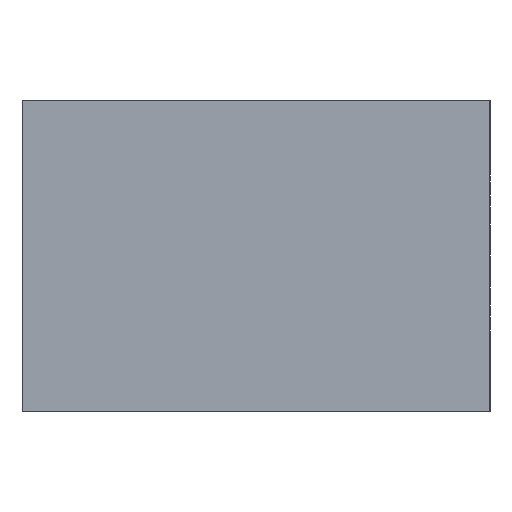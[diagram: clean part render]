
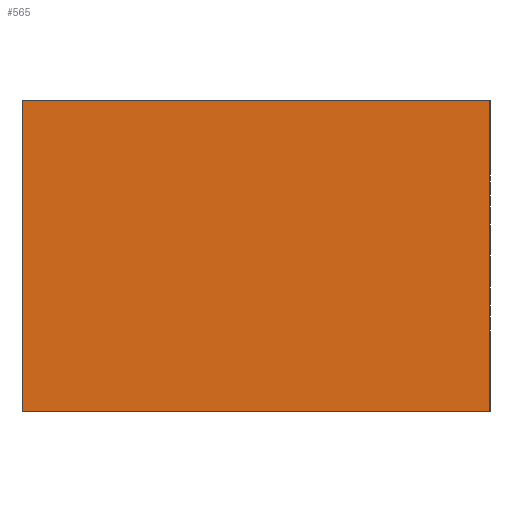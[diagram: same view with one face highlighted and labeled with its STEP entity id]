
A CAD part, left-side view. The second image highlights one B-rep face of the part: STEP entity #565.
In plain terms, the highlighted planar face has unit normal (-1, 0, 0).
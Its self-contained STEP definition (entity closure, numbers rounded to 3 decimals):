
#124=DIRECTION('',(0.,-1.,0.));
#125=VECTOR('',#124,19.05);
#126=CARTESIAN_POINT('',(-76.2,14.3,-6.35));
#127=LINE('',#126,#125);
#152=DIRECTION('',(0.,0.,1.));
#153=VECTOR('',#152,12.7);
#154=CARTESIAN_POINT('',(-76.2,-4.75,-6.35));
#155=LINE('',#154,#153);
#233=DIRECTION('',(0.,-1.,0.));
#234=VECTOR('',#233,19.05);
#235=CARTESIAN_POINT('',(-76.2,14.3,6.35));
#236=LINE('',#235,#234);
#265=DIRECTION('',(0.,0.,1.));
#266=VECTOR('',#265,12.7);
#267=CARTESIAN_POINT('',(-76.2,14.3,-6.35));
#268=LINE('',#267,#266);
#323=CARTESIAN_POINT('',(-76.2,14.3,-6.35));
#325=VERTEX_POINT('',#323);
#326=CARTESIAN_POINT('',(-76.2,-4.75,-6.35));
#327=VERTEX_POINT('',#326);
#329=CARTESIAN_POINT('',(-76.2,14.3,6.35));
#331=VERTEX_POINT('',#329);
#332=CARTESIAN_POINT('',(-76.2,-4.75,6.35));
#333=VERTEX_POINT('',#332);
#553=CARTESIAN_POINT('',(-76.2,14.3,-6.35));
#554=DIRECTION('',(-1.,0.,0.));
#555=DIRECTION('',(0.,-1.,0.));
#556=AXIS2_PLACEMENT_3D('',#553,#554,#555);
#557=PLANE('',#556);
#558=ORIENTED_EDGE('',*,*,#399,.F.);
#560=ORIENTED_EDGE('',*,*,#559,.T.);
#561=ORIENTED_EDGE('',*,*,#531,.T.);
#562=ORIENTED_EDGE('',*,*,#426,.F.);
#563=EDGE_LOOP('',(#558,#560,#561,#562));
#564=FACE_OUTER_BOUND('',#563,.F.);
#565=ADVANCED_FACE('',(#564),#557,.T.);
#399=EDGE_CURVE('',#325,#327,#127,.T.);
#426=EDGE_CURVE('',#327,#333,#155,.T.);
#531=EDGE_CURVE('',#331,#333,#236,.T.);
#559=EDGE_CURVE('',#325,#331,#268,.T.);
